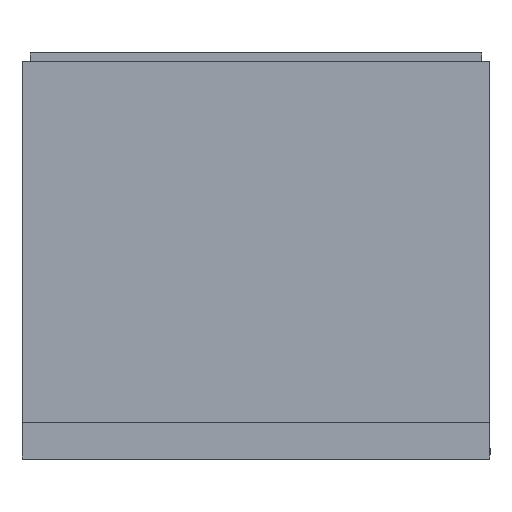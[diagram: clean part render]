
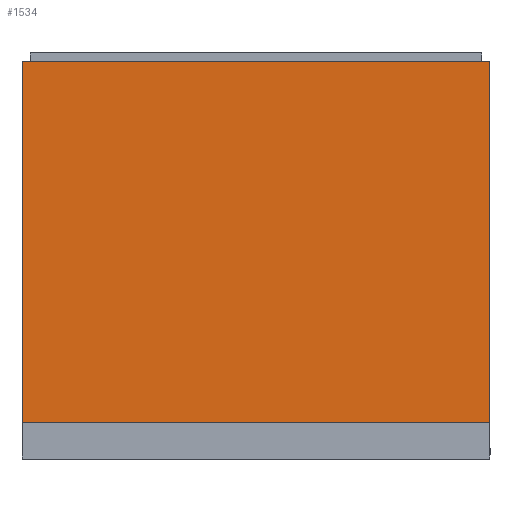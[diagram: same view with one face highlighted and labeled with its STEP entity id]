
A CAD part, top view. The second image highlights one B-rep face of the part: STEP entity #1534.
In plain terms, the highlighted planar face has unit normal (0, 0, 1).
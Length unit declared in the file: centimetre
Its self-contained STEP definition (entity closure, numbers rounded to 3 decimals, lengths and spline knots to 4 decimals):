
#1534=ADVANCED_FACE('',(#1664),#4193,.T.);
#1664=FACE_OUTER_BOUND('',#1794,.T.);
#1794=EDGE_LOOP('',(#1992,#1993,#1994,#1995));
#1992=ORIENTED_EDGE('',*,*,#2572,.T.);
#1993=ORIENTED_EDGE('',*,*,#2573,.T.);
#1994=ORIENTED_EDGE('',*,*,#2574,.T.);
#1995=ORIENTED_EDGE('',*,*,#2575,.T.);
#2572=EDGE_CURVE('',#3678,#3679,#3146,.T.);
#2573=EDGE_CURVE('',#3679,#3680,#3147,.T.);
#2574=EDGE_CURVE('',#3680,#3681,#3148,.T.);
#2575=EDGE_CURVE('',#3681,#3678,#3149,.T.);
#3146=B_SPLINE_CURVE_WITH_KNOTS('',1,(#4897,#4898),.UNSPECIFIED.,.F.,.F.,
(2,2),(0.,560.),.UNSPECIFIED.);
#3147=B_SPLINE_CURVE_WITH_KNOTS('',1,(#4899,#4900),.UNSPECIFIED.,.F.,.F.,
(2,2),(0.,432.),.UNSPECIFIED.);
#3148=B_SPLINE_CURVE_WITH_KNOTS('',1,(#4901,#4902),.UNSPECIFIED.,.F.,.F.,
(2,2),(-560.,0.),.UNSPECIFIED.);
#3149=B_SPLINE_CURVE_WITH_KNOTS('',1,(#4903,#4904),.UNSPECIFIED.,.F.,.F.,
(2,2),(-432.,0.),.UNSPECIFIED.);
#3678=VERTEX_POINT('',#4893);
#3679=VERTEX_POINT('',#4894);
#3680=VERTEX_POINT('',#4895);
#3681=VERTEX_POINT('',#4896);
#4193=PLANE('',#4356);
#4356=AXIS2_PLACEMENT_3D('',#4892,#4492,$);
#4492=DIRECTION('',(0.,0.,1.));
#4892=CARTESIAN_POINT('',(-28.,1.8,11.4));
#4893=CARTESIAN_POINT('',(-28.,1.8,11.4));
#4894=CARTESIAN_POINT('',(28.,1.8,11.4));
#4895=CARTESIAN_POINT('',(28.,45.,11.4));
#4896=CARTESIAN_POINT('',(-28.,45.,11.4));
#4897=CARTESIAN_POINT('',(-28.,1.8,11.4));
#4898=CARTESIAN_POINT('',(28.,1.8,11.4));
#4899=CARTESIAN_POINT('',(28.,1.8,11.4));
#4900=CARTESIAN_POINT('',(28.,45.,11.4));
#4901=CARTESIAN_POINT('',(28.,45.,11.4));
#4902=CARTESIAN_POINT('',(-28.,45.,11.4));
#4903=CARTESIAN_POINT('',(-28.,45.,11.4));
#4904=CARTESIAN_POINT('',(-28.,1.8,11.4));
